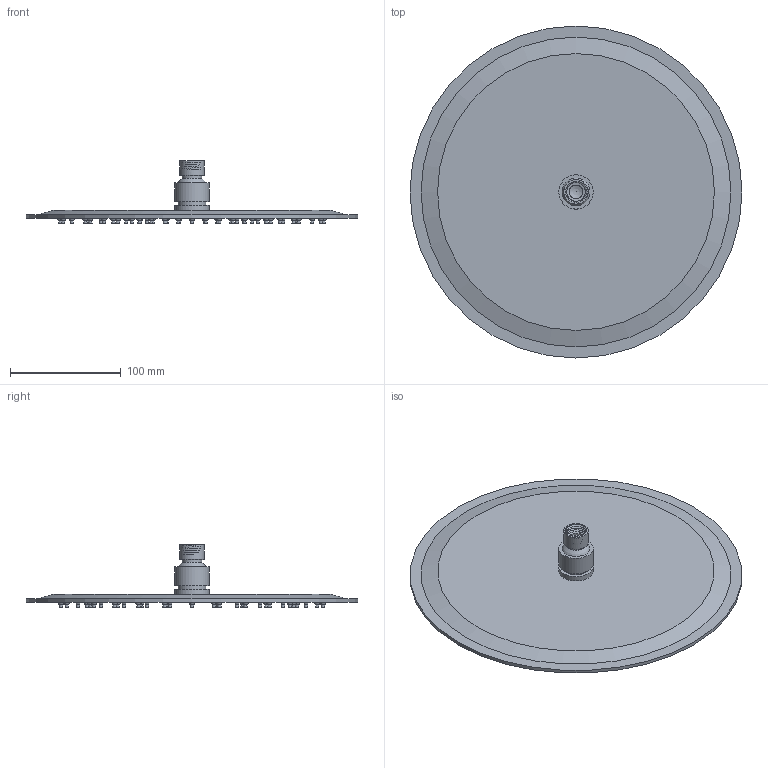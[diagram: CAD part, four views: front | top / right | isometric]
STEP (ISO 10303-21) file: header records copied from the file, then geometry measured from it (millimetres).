
FILE_DESCRIPTION(/* description */ (''),/* implementation_level */ '2;1');
FILE_NAME(/* name */ 'FD8-500-22',/* time_stamp */ '2020-10-12T15:01:43+08:00',/* author */ (''),/* organization */ (''),/* preprocessor_version */ 'ST-DEVELOPER v9',/* originating_system */ 'UGS - NX 4.0',/* authorisation */ '');
FILE_SCHEMA (('CONFIG_CONTROL_DESIGN'));
Length unit declared in the file: millimetre
Products named in the file (1): D57
Bounding box: 300 x 300 x 56.32 mm (x, y, z)
Volume: 442820.7 mm3; surface area: 161145.2 mm2
Topology: 1 solids, 2 shells, 482 faces, 981 edges, 686 vertices
Faces by surface type: cylinder 192, plane 190, cone 93, bspline 4, sphere 3
Full cylindrical faces by diameter (mm): 1 x91, 2.968 x91, 12.5 x1, 17 x2, 17.5 x1, 22 x1, 25 x1, 31 x2, 300 x1
Entity records: 10500 total; most frequent: CARTESIAN_POINT 2234, DIRECTION 1902, ORIENTED_EDGE 982, EDGE_LOOP 953, AXIS2_PLACEMENT_3D 950, FACE_BOUND 667, EDGE_CURVE 491, VERTEX_POINT 488
